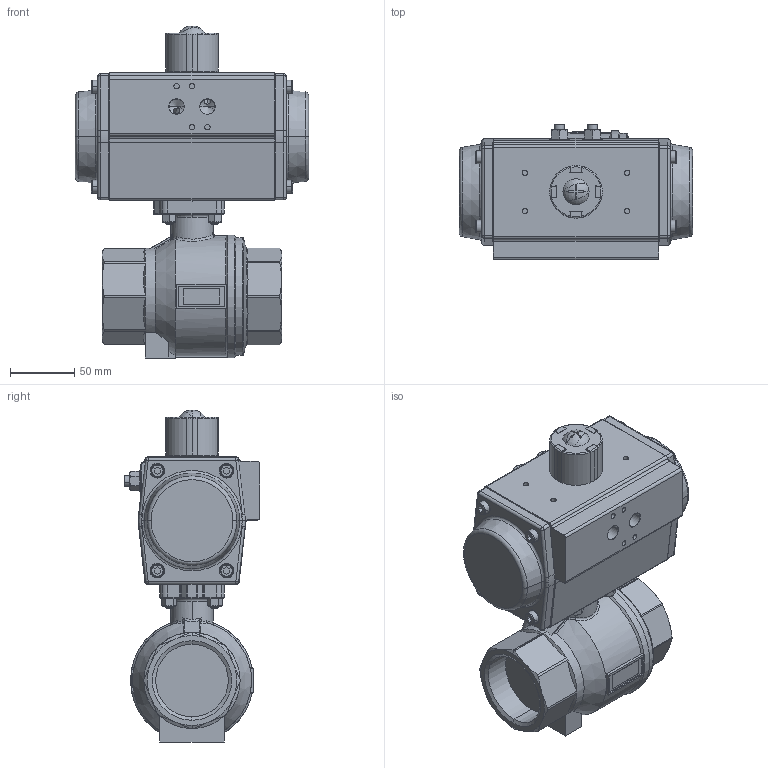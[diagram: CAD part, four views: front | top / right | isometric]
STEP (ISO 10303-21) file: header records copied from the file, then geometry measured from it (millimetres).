
FILE_DESCRIPTION(('HOOPS Exchange Step'),'2;1');
FILE_NAME('PK0201_DN50.stp','2025-04-02T11:52:29+02:00',('nieru'),('Unknown organisation'),'HOOPS Exchange 2024.2','HOOPS Exchange','Unknown authorisation');
FILE_SCHEMA( ('AP203_CONFIGURATION_CONTROLLED_3D_DESIGN_OF_MECHANICAL_PARTS_AND_ASSEMBLIES_MIM_LF') );
Length unit declared in the file: millimetre
Products named in the file (4): 0; root
Assembly tree (3 placements, depth 3):
  root
    0
      0
      0
Bounding box: 182 x 106 x 259.15 mm (x, y, z)
Volume: 1518693.2 mm3; surface area: 239113.1 mm2
Topology: 34 solids, 34 shells, 1472 faces, 3690 edges, 2329 vertices
Faces by surface type: plane 572, cylinder 427, cone 170, torus 156, bspline 109, sphere 38
Full cylindrical faces by diameter (mm): 5 x4, 6 x4, 6.8 x1
Entity records: 56446 total; most frequent: CARTESIAN_POINT 22366, ORIENTED_EDGE 7300, DIRECTION 6663, EDGE_CURVE 3650, AXIS2_PLACEMENT_3D 2544, VERTEX_POINT 2331, EDGE_LOOP 1623, FACE_BOUND 1623
